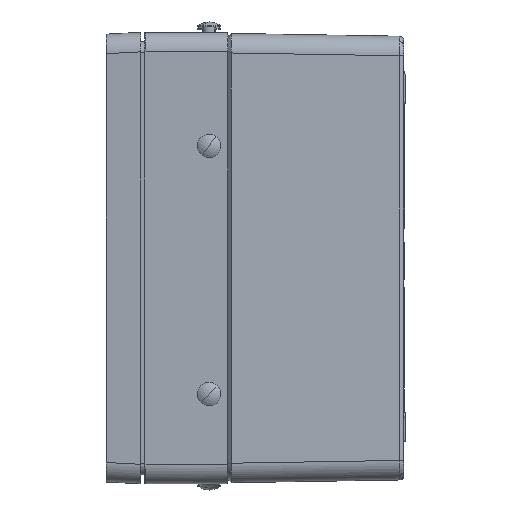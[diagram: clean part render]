
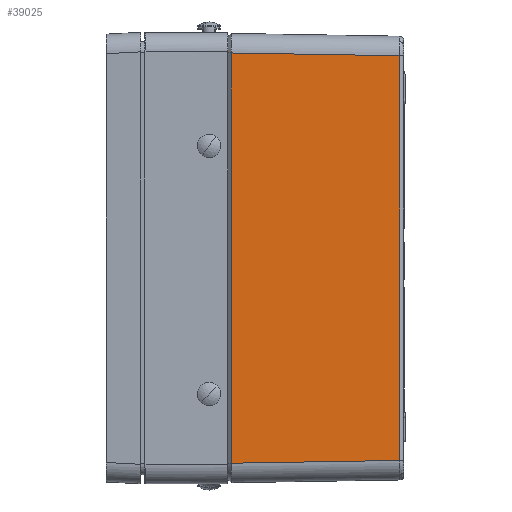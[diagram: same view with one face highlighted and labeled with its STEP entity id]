
A CAD part, left-side view. The second image highlights one B-rep face of the part: STEP entity #39025.
In plain terms, the highlighted planar face has unit normal (-1, -0.016, 0).
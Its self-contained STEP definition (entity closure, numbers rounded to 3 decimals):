
#326 = FACE_OUTER_BOUND ( 'NONE', #59377, .T. ) ;
#2809 = DIRECTION ( 'NONE',  ( -1., -0.016, 0. ) ) ;
#3820 = CARTESIAN_POINT ( 'NONE',  ( -164.938, -3.8, -104.969 ) ) ;
#4244 = ORIENTED_EDGE ( 'NONE', *, *, #10970, .T. ) ;
#6953 = EDGE_CURVE ( 'NONE', #57297, #31127, #7940, .T. ) ;
#7335 = VERTEX_POINT ( 'NONE', #10325 ) ;
#7613 = EDGE_CURVE ( 'NONE', #7335, #55375, #58724, .T. ) ;
#7940 = LINE ( 'NONE', #12497, #32604 ) ;
#9800 = VECTOR ( 'NONE', #51071, 1000. ) ;
#10325 = CARTESIAN_POINT ( 'NONE',  ( -164.938, -3.8, 104.939 ) ) ;
#10970 = EDGE_CURVE ( 'NONE', #55375, #57297, #24411, .T. ) ;
#12331 = CARTESIAN_POINT ( 'NONE',  ( -163.531, -90.033, 103.532 ) ) ;
#12497 = CARTESIAN_POINT ( 'NONE',  ( -163.531, -90.033, 103.5 ) ) ;
#12499 = PLANE ( 'NONE',  #17783 ) ;
#17783 = AXIS2_PLACEMENT_3D ( 'NONE', #51905, #2809, #37293 ) ;
#18328 = CARTESIAN_POINT ( 'NONE',  ( -163.531, -90.033, -103.532 ) ) ;
#20956 = VECTOR ( 'NONE', #43218, 1000. ) ;
#20962 = EDGE_CURVE ( 'NONE', #31127, #7335, #63295, .T. ) ;
#22383 = DIRECTION ( 'NONE',  ( 0., 0., 1. ) ) ;
#24411 = LINE ( 'NONE', #41442, #9800 ) ;
#25603 = ORIENTED_EDGE ( 'NONE', *, *, #7613, .T. ) ;
#26802 = CARTESIAN_POINT ( 'NONE',  ( -164.938, -3.8, -104.939 ) ) ;
#31127 = VERTEX_POINT ( 'NONE', #12331 ) ;
#32604 = VECTOR ( 'NONE', #22383, 1000. ) ;
#34569 = ORIENTED_EDGE ( 'NONE', *, *, #20962, .T. ) ;
#37104 = VECTOR ( 'NONE', #46241, 1000. ) ;
#37293 = DIRECTION ( 'NONE',  ( 0.016, -1., 0. ) ) ;
#39025 = ADVANCED_FACE ( 'NONE', ( #326 ), #12499, .T. ) ;
#41442 = CARTESIAN_POINT ( 'NONE',  ( -165.003, 0.163, -105.004 ) ) ;
#43218 = DIRECTION ( 'NONE',  ( 0., 0., -1. ) ) ;
#46241 = DIRECTION ( 'NONE',  ( -0.016, 1., 0.016 ) ) ;
#46328 = CARTESIAN_POINT ( 'NONE',  ( -164.941, -3.589, 104.943 ) ) ;
#46342 = ORIENTED_EDGE ( 'NONE', *, *, #6953, .T. ) ;
#51071 = DIRECTION ( 'NONE',  ( 0.016, -1., 0.016 ) ) ;
#51905 = CARTESIAN_POINT ( 'NONE',  ( -165., 0., -115. ) ) ;
#55375 = VERTEX_POINT ( 'NONE', #26802 ) ;
#57297 = VERTEX_POINT ( 'NONE', #18328 ) ;
#58724 = LINE ( 'NONE', #3820, #20956 ) ;
#59377 = EDGE_LOOP ( 'NONE', ( #4244, #46342, #34569, #25603 ) ) ;
#63295 = LINE ( 'NONE', #46328, #37104 ) ;
